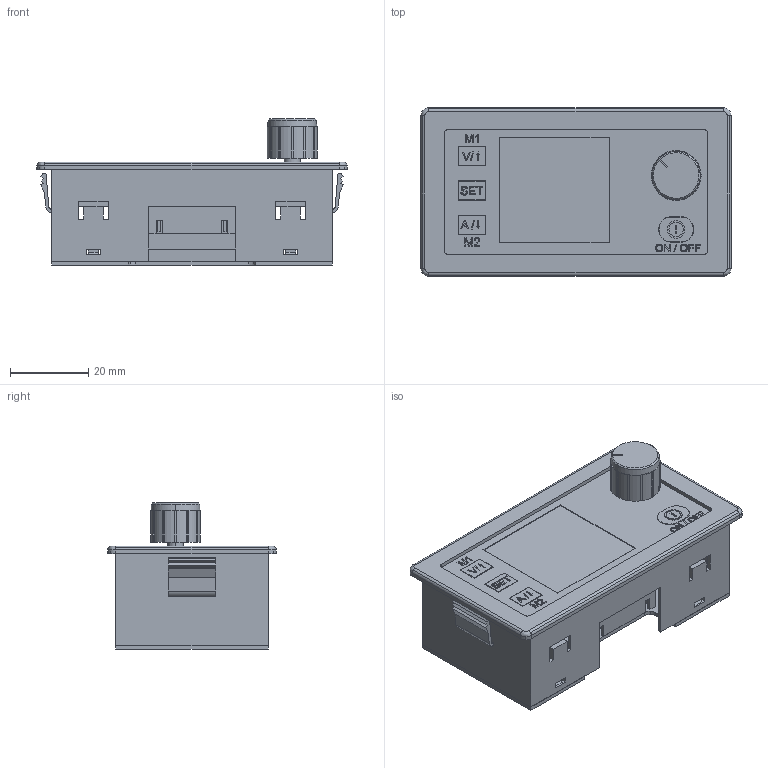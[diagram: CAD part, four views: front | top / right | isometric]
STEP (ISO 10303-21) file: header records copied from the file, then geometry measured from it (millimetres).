
FILE_DESCRIPTION (( 'STEP AP203' ), '1' );
FILE_NAME ('20-019485.step', '2022-03-22T13:18:54', ( '' ), ( '' ), 'SwSTEP 2.0', 'SolidWorks 2021', '' );
FILE_SCHEMA (( 'CONFIG_CONTROL_DESIGN' ));
Length unit declared in the file: millimetre
Products named in the file (1): 20-019485
Bounding box: 79.1 x 43 x 37.3 mm (x, y, z)
Volume: 18241.3 mm3; surface area: 32381.1 mm2
Topology: 6 solids, 6 shells, 744 faces, 1960 edges, 1292 vertices
Faces by surface type: plane 566, bspline 107, cylinder 66, cone 5
Entity records: 23713 total; most frequent: CARTESIAN_POINT 5782, ORIENTED_EDGE 3920, DIRECTION 3186, EDGE_CURVE 1960, VECTOR 1596, LINE 1596, VERTEX_POINT 1292, EDGE_LOOP 824
